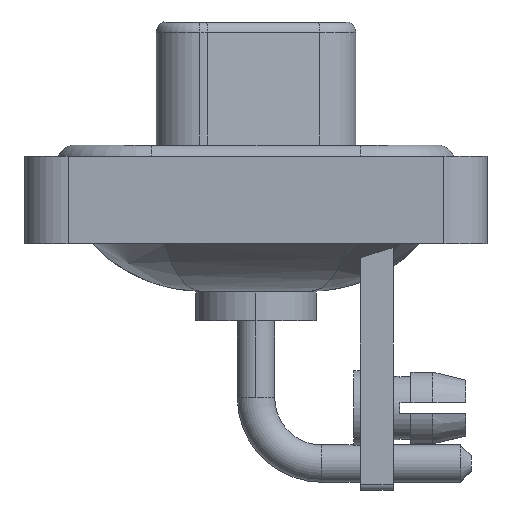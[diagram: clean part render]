
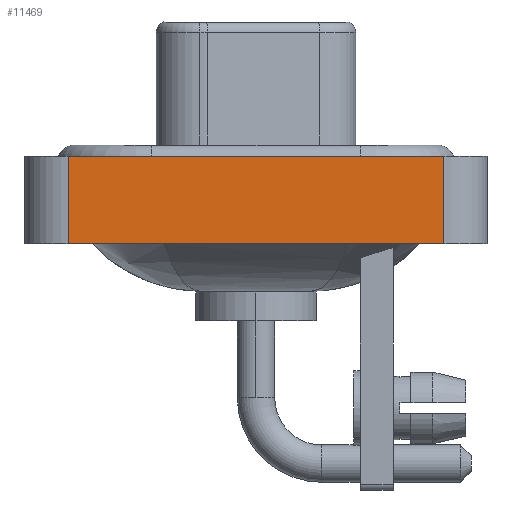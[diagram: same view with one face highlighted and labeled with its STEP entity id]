
A CAD part, left-side view. The second image highlights one B-rep face of the part: STEP entity #11469.
In plain terms, the highlighted planar face has unit normal (-1, 0, 0).
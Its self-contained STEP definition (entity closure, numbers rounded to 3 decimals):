
#162 = DIRECTION ( 'NONE',  ( -1., 0., 0. ) ) ;
#359 = CARTESIAN_POINT ( 'NONE',  ( -7.3, -8.55, 0.4 ) ) ;
#1162 = ORIENTED_EDGE ( 'NONE', *, *, #12069, .F. ) ;
#1359 = EDGE_CURVE ( 'NONE', #9933, #1449, #12040, .T. ) ;
#1361 = VECTOR ( 'NONE', #18453, 1000. ) ;
#1449 = VERTEX_POINT ( 'NONE', #9342 ) ;
#1614 = ORIENTED_EDGE ( 'NONE', *, *, #13690, .F. ) ;
#1794 = DIRECTION ( 'NONE',  ( 0., -1., 0. ) ) ;
#1957 = DIRECTION ( 'NONE',  ( 0., 0., 1. ) ) ;
#2653 = VERTEX_POINT ( 'NONE', #13145 ) ;
#3023 = FACE_OUTER_BOUND ( 'NONE', #12243, .T. ) ;
#3075 = DIRECTION ( 'NONE',  ( 0., -1., 0. ) ) ;
#3567 = VERTEX_POINT ( 'NONE', #12219 ) ;
#4256 = DIRECTION ( 'NONE',  ( 0., 0., 1. ) ) ;
#4541 = PLANE ( 'NONE',  #6571 ) ;
#4900 = ORIENTED_EDGE ( 'NONE', *, *, #14770, .T. ) ;
#4940 = CARTESIAN_POINT ( 'NONE',  ( -7.3, 8.55, -3.6 ) ) ;
#6138 = LINE ( 'NONE', #15028, #15461 ) ;
#6410 = LINE ( 'NONE', #11089, #1361 ) ;
#6571 = AXIS2_PLACEMENT_3D ( 'NONE', #18775, #162, #4256 ) ;
#9156 = CARTESIAN_POINT ( 'NONE',  ( -7.3, -8.55, -3.6 ) ) ;
#9342 = CARTESIAN_POINT ( 'NONE',  ( -7.3, -8.55, -3.6 ) ) ;
#9376 = VECTOR ( 'NONE', #1794, 1000. ) ;
#9933 = VERTEX_POINT ( 'NONE', #4940 ) ;
#10546 = LINE ( 'NONE', #359, #9376 ) ;
#10827 = VECTOR ( 'NONE', #3075, 1000. ) ;
#11089 = CARTESIAN_POINT ( 'NONE',  ( -7.3, -8.55, -3.6 ) ) ;
#11469 = ADVANCED_FACE ( 'NONE', ( #3023 ), #4541, .T. ) ;
#12040 = LINE ( 'NONE', #9156, #10827 ) ;
#12069 = EDGE_CURVE ( 'NONE', #9933, #2653, #6138, .T. ) ;
#12219 = CARTESIAN_POINT ( 'NONE',  ( -7.3, -8.55, 0.4 ) ) ;
#12243 = EDGE_LOOP ( 'NONE', ( #4900, #1614, #1162, #16440 ) ) ;
#13145 = CARTESIAN_POINT ( 'NONE',  ( -7.3, 8.55, 0.4 ) ) ;
#13690 = EDGE_CURVE ( 'NONE', #2653, #3567, #10546, .T. ) ;
#14770 = EDGE_CURVE ( 'NONE', #1449, #3567, #6410, .T. ) ;
#15028 = CARTESIAN_POINT ( 'NONE',  ( -7.3, 8.55, -3.6 ) ) ;
#15461 = VECTOR ( 'NONE', #1957, 1000. ) ;
#16440 = ORIENTED_EDGE ( 'NONE', *, *, #1359, .T. ) ;
#18453 = DIRECTION ( 'NONE',  ( 0., 0., 1. ) ) ;
#18775 = CARTESIAN_POINT ( 'NONE',  ( -7.3, -8.55, -3.6 ) ) ;
